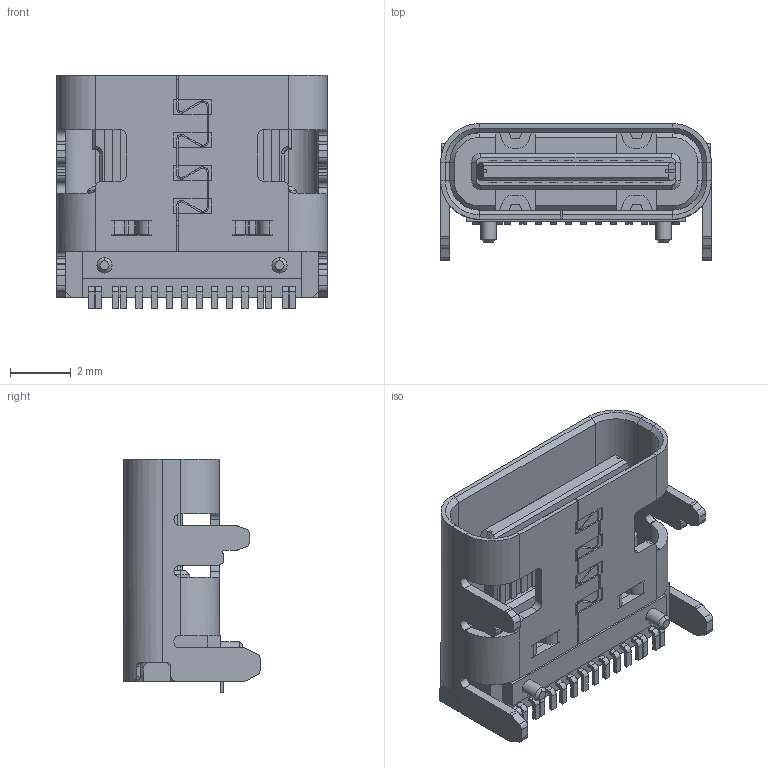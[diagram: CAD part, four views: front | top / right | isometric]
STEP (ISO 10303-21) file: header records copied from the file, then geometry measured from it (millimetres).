
FILE_DESCRIPTION (( 'STEP AP214' ), '1' );
FILE_NAME ('USB4105-GF-A-120.STEP', '2023-11-17T16:27:23', ( '' ), ( '' ), 'SwSTEP 2.0', 'SolidWorks 2021', '' );
FILE_SCHEMA (( 'AUTOMOTIVE_DESIGN' ));
Length unit declared in the file: millimetre
Products named in the file (2): USB4105xxx_USB4105-GF-A-120; USB4105-GF-A-120
Assembly tree (1 placements, depth 2):
  USB4105-GF-A-120
    USB4105xxx_USB4105-GF-A-120
Bounding box: 8.94 x 4.51 x 7.71 mm (x, y, z)
Volume: 113.1 mm3; surface area: 519.1 mm2
Topology: 44 solids, 44 shells, 837 faces, 2166 edges, 1408 vertices
Faces by surface type: plane 618, cylinder 183, cone 30, bspline 6
Entity records: 27085 total; most frequent: CARTESIAN_POINT 5085, ORIENTED_EDGE 4332, DIRECTION 4194, EDGE_CURVE 2166, VECTOR 1724, LINE 1724, VERTEX_POINT 1408, AXIS2_PLACEMENT_3D 1235
